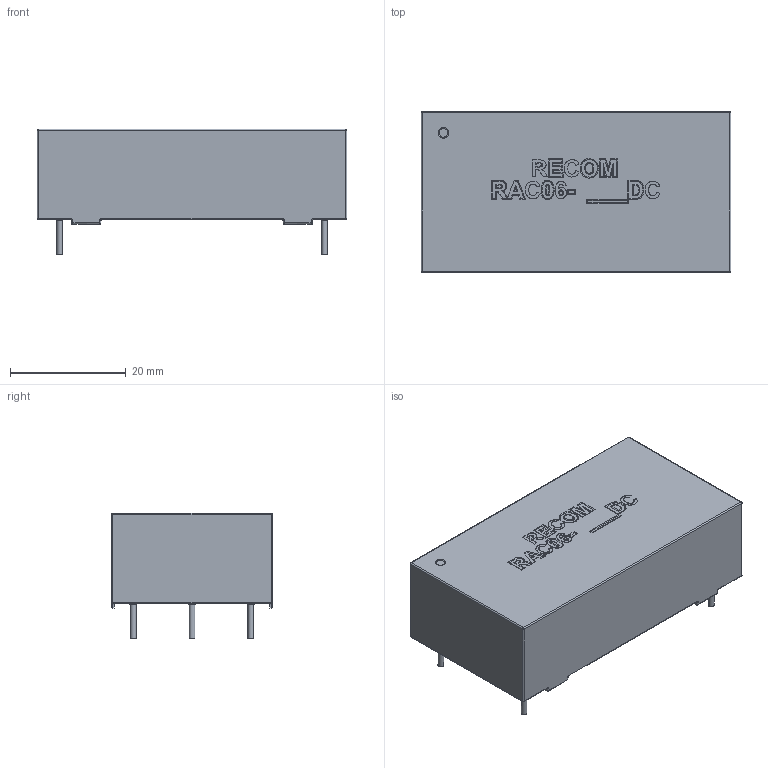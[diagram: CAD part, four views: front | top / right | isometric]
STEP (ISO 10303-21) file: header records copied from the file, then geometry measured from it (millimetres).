
FILE_DESCRIPTION( ( 'Unknown' ), '1' );
FILE_NAME( 'RAC06-C_dual.stp', 'Unknown', ( 'Unknown' ), ( 'Unknown' ), 'XStep 1.0', 'Unknown', ' ' );
FILE_SCHEMA( ( 'automotive_design' ) );
Length unit declared in the file: millimetre
Products named in the file (1): 1
Bounding box: 53.5 x 27.8 x 21.75 mm (x, y, z)
Volume: 23301.6 mm3; surface area: 5624.3 mm2
Topology: 1 solids, 1 shells, 201 faces, 475 edges, 294 vertices
Faces by surface type: cylinder 95, plane 61, torus 14, bspline 12, extrusion 11, sphere 8
Full cylindrical faces by diameter (mm): 1 x5
Entity records: 18886 total; most frequent: CARTESIAN_POINT 12988, ORIENTED_EDGE 892, DIRECTION 811, EDGE_CURVE 446, AXIS2_PLACEMENT_3D 314, VERTEX_POINT 289, EDGE_LOOP 243, FACE_OUTER_BOUND 217
